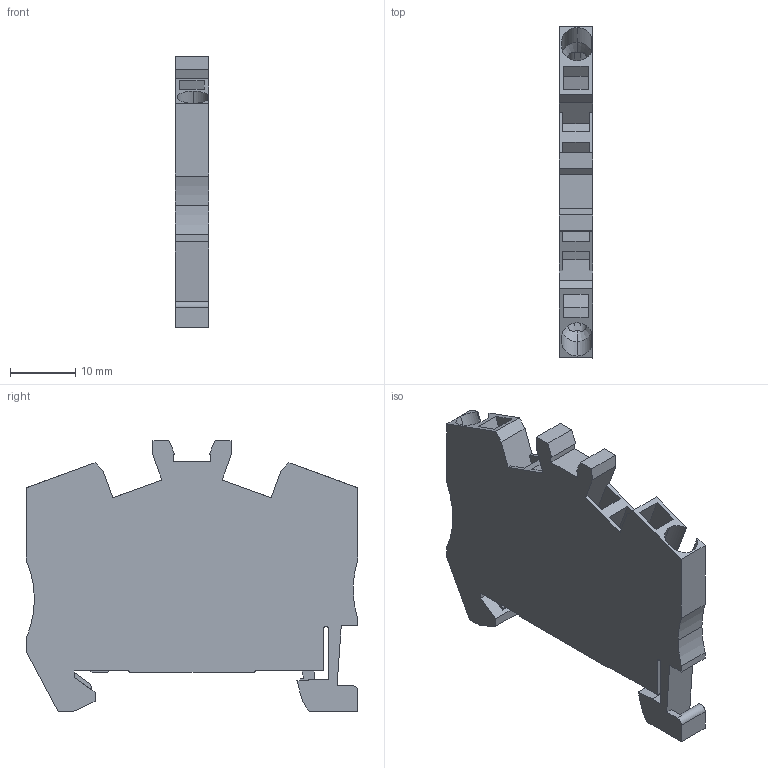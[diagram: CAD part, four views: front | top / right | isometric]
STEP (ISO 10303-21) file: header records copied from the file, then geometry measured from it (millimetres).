
FILE_DESCRIPTION(('STEP AP214'),'1');
FILE_NAME('cctmp_BC48AE46-5BF4-4BD7-A3BB-72FA1B1824DD_2023_07_24_21_38_28_0677..stp','2023-07-24T19:38:29',('SIEMENS A&D'),('CADClick - www.CADClick.com'),'Spatial InterOp 3D postprocessed',' ','unknown authorization');
FILE_SCHEMA(('AUTOMOTIVE_DESIGN'));
Length unit declared in the file: millimetre
Products named in the file (1): 2023_07_24_21_38_28_0675
Bounding box: 5.15 x 50.8 x 41.5 mm (x, y, z)
Volume: 7217.7 mm3; surface area: 5231.7 mm2
Topology: 1 solids, 1 shells, 156 faces, 439 edges, 288 vertices
Faces by surface type: plane 116, cylinder 32, cone 8
Entity records: 6748 total; most frequent: CARTESIAN_POINT 2216, ORIENTED_EDGE 878, DIRECTION 782, EDGE_CURVE 439, LINE 350, VECTOR 350, VERTEX_POINT 288, AXIS2_PLACEMENT_3D 216
